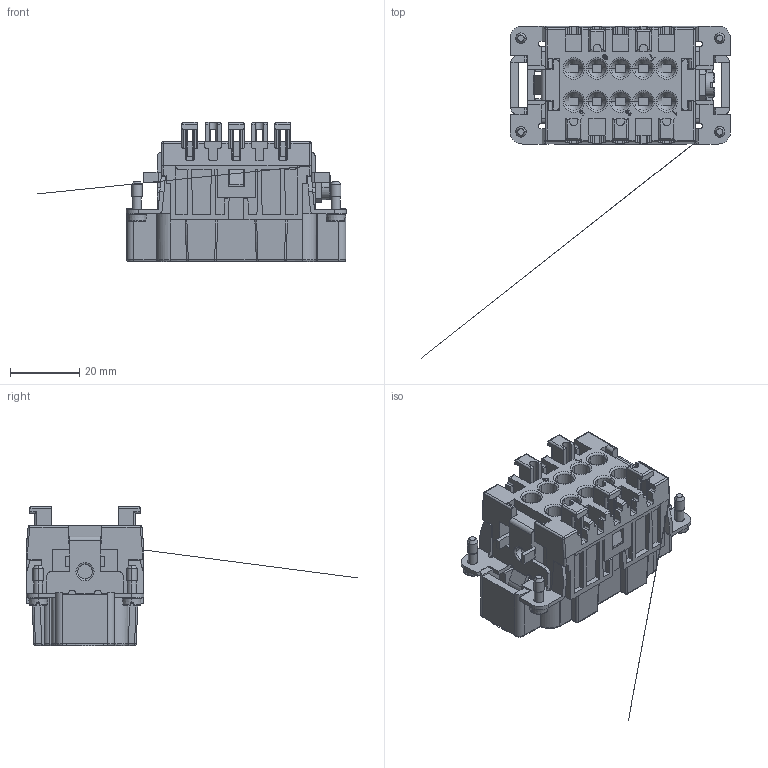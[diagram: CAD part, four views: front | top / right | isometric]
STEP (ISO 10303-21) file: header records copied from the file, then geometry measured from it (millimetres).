
FILE_DESCRIPTION(('Creo Elements/Direct Modeling STEP Export'),'2;1');
FILE_NAME('0lndrr03s1mks803380','2015-08-03T13:19:34',(''),(''),'Creo Elements/Direct Modeling STEP processor for AP214 (Solid Model)','Creo Elements/Direct Modeling 18.1F 24-Jul-2014 (C) Parametric Technology GmbH','');
FILE_SCHEMA(('AUTOMOTIVE_DESIGN { 1 0 10303 214 1 1 1 1 }'));
Products named in the file (2): CMSHM_03
Assembly tree (1 placements, depth 2):
  CMSHM_03
    CMSHM_03
Bounding box: 89.05 x 95.68 x 40.1 mm (x, y, z)
Volume: 32905.4 mm3; surface area: 21939.6 mm2
Topology: 1 solids, 1 shells, 1859 faces, 5219 edges, 3390 vertices
Faces by surface type: plane 1307, cylinder 373, cone 98, torus 63, sphere 18
Entity records: 72960 total; most frequent: CARTESIAN_POINT 16055, ORIENTED_EDGE 10410, DIRECTION 8818, EDGE_CURVE 5201, VECTOR 3850, LINE 3850, VERTEX_POINT 3390, AXIS2_PLACEMENT_3D 2484
